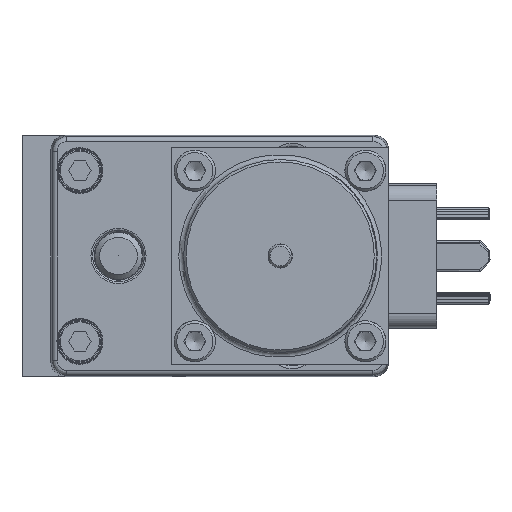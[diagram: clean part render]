
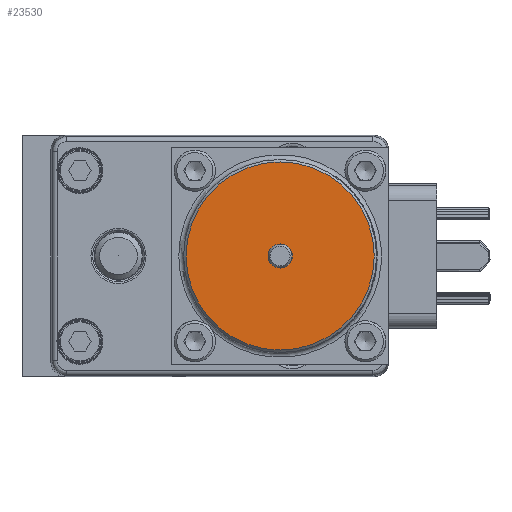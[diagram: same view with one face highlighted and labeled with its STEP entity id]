
A CAD part, left-side view. The second image highlights one B-rep face of the part: STEP entity #23530.
In plain terms, the highlighted planar face has unit normal (-1, 0, 0).
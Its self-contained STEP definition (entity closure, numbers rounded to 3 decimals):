
#402 = DIRECTION ( 'NONE',  ( 0., 1., 0. ) ) ;
#681 = ORIENTED_EDGE ( 'NONE', *, *, #30888, .T. ) ;
#3033 = AXIS2_PLACEMENT_3D ( 'NONE', #44681, #6219, #27922 ) ;
#5336 = ORIENTED_EDGE ( 'NONE', *, *, #14922, .T. ) ;
#6219 = DIRECTION ( 'NONE',  ( 1., 0., 0. ) ) ;
#11786 = PLANE ( 'NONE',  #35054 ) ;
#13787 = VERTEX_POINT ( 'NONE', #66952 ) ;
#14922 = EDGE_CURVE ( 'NONE', #52136, #52136, #45141, .T. ) ;
#16652 = CIRCLE ( 'NONE', #25766, 19.5 ) ;
#23530 = ADVANCED_FACE ( 'NONE', ( #37772, #38132 ), #11786, .T. ) ;
#25766 = AXIS2_PLACEMENT_3D ( 'NONE', #61763, #35684, #68168 ) ;
#27922 = DIRECTION ( 'NONE',  ( 0., -1., 0. ) ) ;
#30888 = EDGE_CURVE ( 'NONE', #13787, #13787, #16652, .T. ) ;
#32070 = CARTESIAN_POINT ( 'NONE',  ( -98.25, 9.5, -25. ) ) ;
#34233 = EDGE_LOOP ( 'NONE', ( #5336 ) ) ;
#35054 = AXIS2_PLACEMENT_3D ( 'NONE', #32070, #59202, #402 ) ;
#35684 = DIRECTION ( 'NONE',  ( -1., 0., 0. ) ) ;
#37772 = FACE_BOUND ( 'NONE', #34233, .T. ) ;
#38132 = FACE_OUTER_BOUND ( 'NONE', #66934, .T. ) ;
#44681 = CARTESIAN_POINT ( 'NONE',  ( -98.25, 9.5, -25. ) ) ;
#45141 = CIRCLE ( 'NONE', #3033, 2.5 ) ;
#46784 = CARTESIAN_POINT ( 'NONE',  ( -98.25, 7., -25. ) ) ;
#52136 = VERTEX_POINT ( 'NONE', #46784 ) ;
#59202 = DIRECTION ( 'NONE',  ( -1., 0., 0. ) ) ;
#61763 = CARTESIAN_POINT ( 'NONE',  ( -98.25, 9.5, -25. ) ) ;
#66934 = EDGE_LOOP ( 'NONE', ( #681 ) ) ;
#66952 = CARTESIAN_POINT ( 'NONE',  ( -98.25, 29., -25. ) ) ;
#68168 = DIRECTION ( 'NONE',  ( 0., 1., 0. ) ) ;
